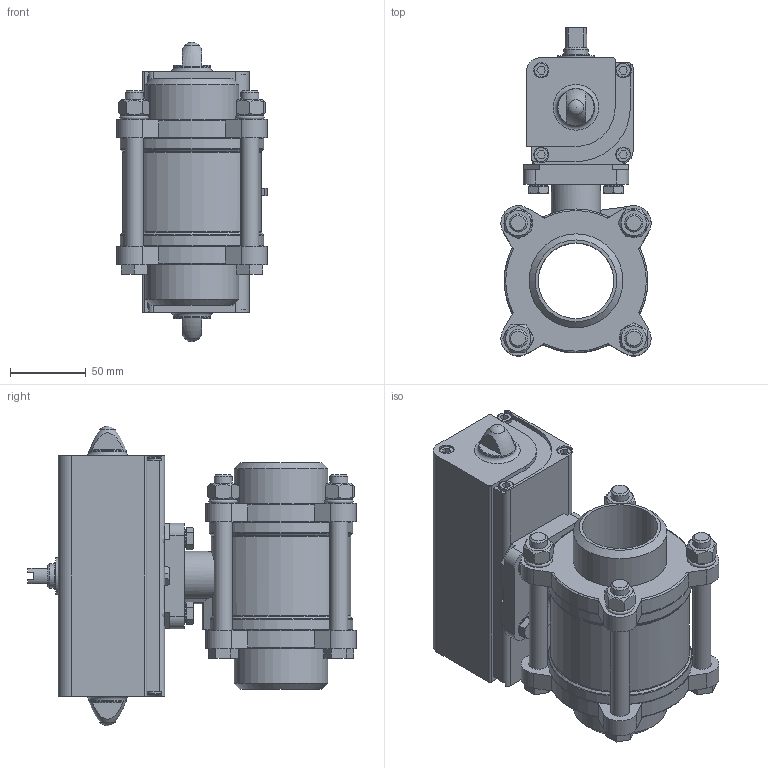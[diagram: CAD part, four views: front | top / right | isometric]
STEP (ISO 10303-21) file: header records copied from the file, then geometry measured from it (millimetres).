
FILE_DESCRIPTION(/* description */ ('STEP AP214'),/* implementation_level */ '2;1');
FILE_NAME(/* name */ '1810737_VZBA-2-WW-63-T-22-F0507-V4V4T-PP60-R-90-C',/* time_stamp */ '2024-09-18T00:27:02+02:00',/* author */ ('License CC BY-ND 4.0'),/* organization */ ('CADENAS'),/* preprocessor_version */ 'ST-DEVELOPER v19.3',/* originating_system */ 'PARTsolutions',/* authorisation */ ' ');
FILE_SCHEMA (('AUTOMOTIVE_DESIGN {1 0 10303 214 3 1 1}'));
Length unit declared in the file: millimetre
Products named in the file (6): 1810737 VZBA-2"-WW-63-T-22-F0507-V4V4T-PP60-R-90-C; 1686699 VZBA-2''-WW-63-T-22-F0507-V4V4T; 690068 S 8 A2; Hexagon bolt DIN 933 - M8x22; 533477 DAPS-0060-090-R-F0507---(1); 533477 DAPS-0060-090-R-F0507---(2)
Assembly tree (10 placements, depth 2):
  1810737 VZBA-2"-WW-63-T-22-F0507-V4V4T-PP60-R-90-C
    690068 S 8 A2  x4
    Hexagon bolt DIN 933 - M8x22  x4
    533477 DAPS-0060-090-R-F0507---(1)
    533477 DAPS-0060-090-R-F0507---(2)
  1686699 VZBA-2''-WW-63-T-22-F0507-V4V4T
Bounding box: 99.37 x 217.08 x 198 mm (x, y, z)
Volume: 1460827.5 mm3; surface area: 200029.7 mm2
Topology: 11 solids, 11 shells, 606 faces, 1489 edges, 952 vertices
Faces by surface type: plane 329, cylinder 142, cone 99, torus 34, sphere 2
Full cylindrical faces by diameter (mm): 4.134 x8, 4.917 x5, 6.647 x4, 8 x4, 8.4 x4, 8.566 x2, 10 x8, 11.63 x4, 12 x8, 12.5 x9, 13 x4, 16 x1, 18.4 x1, 19 x1, 24 x2, 28 x2, 38.5 x1, 50 x1, 62 x2, 92 x1, 95 x1
Entity records: 15370 total; most frequent: CARTESIAN_POINT 3081, DIRECTION 2496, ORIENTED_EDGE 2292, EDGE_CURVE 1146, AXIS2_PLACEMENT_3D 910, VERTEX_POINT 835, FACE_BOUND 771, EDGE_LOOP 752
